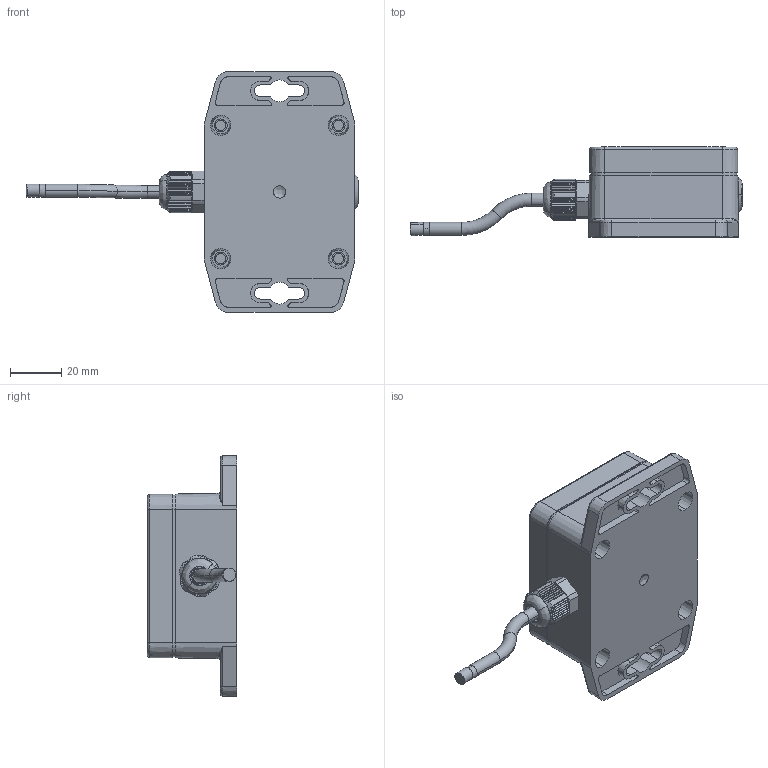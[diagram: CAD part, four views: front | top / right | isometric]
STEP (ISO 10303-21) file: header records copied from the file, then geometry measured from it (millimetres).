
FILE_DESCRIPTION (( 'STEP AP203' ), '1' );
FILE_NAME ('Poly-PG7-8444.STEP', '2018-04-27T20:02:50', ( '' ), ( '' ), 'SwSTEP 2.0', 'SolidWorks 2017', '' );
FILE_SCHEMA (( 'CONFIG_CONTROL_DESIGN' ));
Length unit declared in the file: inch
Products named in the file (14): 2GIG_Button; USB-cable; 2GIG_Tilt-sensor_sticker; 2GIG_Potting; WC-20F_CLEAR-TOP; BRASS-INSERT_W-20BF; Poly-PG7-8444; WC-20F_GASKET-RING; PG7 Cable Gland-top; SCREWS-SSM4-20; WC-20F_ENCLOSURE-BASE_USB Model (PG7); PG7 Cable Gland-bottom; W_-20BF-PCB_WP-20BF_15-PCB; PG7-CABLE GLAND
Assembly tree (20 placements, depth 3):
  Poly-PG7-8444
    WC-20F_ENCLOSURE-BASE_USB Model (PG7)
    BRASS-INSERT_W-20BF  x4
    WC-20F_CLEAR-TOP
    WC-20F_GASKET-RING
    SCREWS-SSM4-20  x4
    W_-20BF-PCB_WP-20BF_15-PCB
    2GIG_Button
    2GIG_Tilt-sensor_sticker  x2
    2GIG_Potting
    USB-cable
    PG7-CABLE GLAND
      PG7 Cable Gland-bottom
      PG7 Cable Gland-top
Bounding box: 129.63 x 35.09 x 94 mm (x, y, z)
Volume: 81924.7 mm3; surface area: 72044.4 mm2
Topology: 22 solids, 22 shells, 1559 faces, 4229 edges, 2739 vertices
Faces by surface type: plane 833, cylinder 404, cone 156, bspline 156, torus 10
Entity records: 64856 total; most frequent: CARTESIAN_POINT 28755, ORIENTED_EDGE 7638, DIRECTION 6576, EDGE_CURVE 3819, VERTEX_POINT 2490, AXIS2_PLACEMENT_3D 2220, VECTOR 2136, LINE 2136
